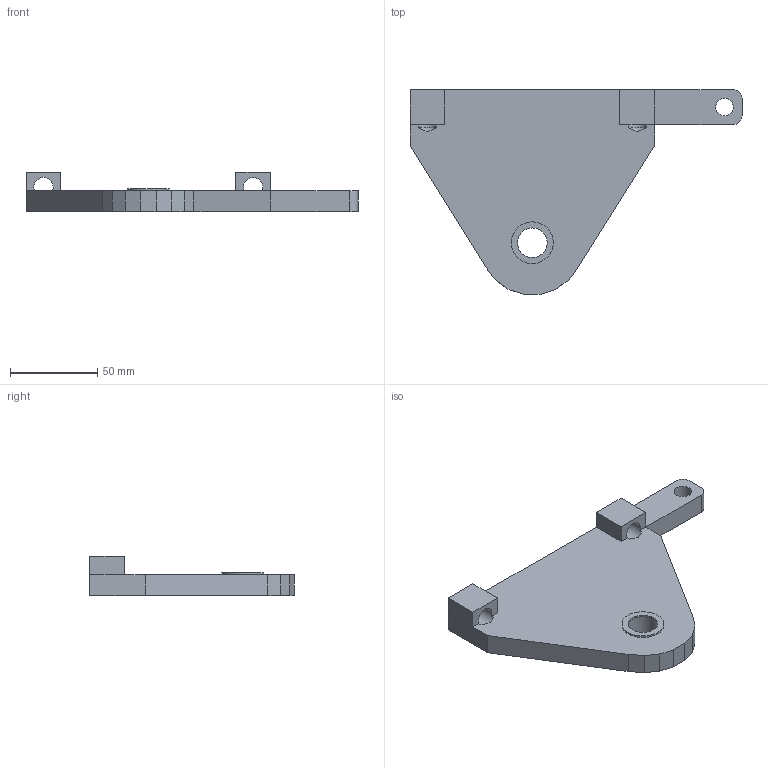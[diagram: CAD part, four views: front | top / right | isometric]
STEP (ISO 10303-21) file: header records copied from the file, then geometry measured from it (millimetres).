
FILE_DESCRIPTION(('FreeCAD Model'),'2;1');
FILE_NAME( 'SUPPORT ETRIER - Copie.step', '2020-04-25T13:29:24',('Author'),(''), 'Open CASCADE STEP processor 7.3','FreeCAD','Unknown');
FILE_SCHEMA(('AUTOMOTIVE_DESIGN { 1 0 10303 214 1 1 1 1 }'));
Length unit declared in the file: millimetre
Products named in the file (1): Pocket003
Bounding box: 190 x 117.21 x 22.33 mm (x, y, z)
Volume: 154175.2 mm3; surface area: 35177.7 mm2
Topology: 1 solids, 1 shells, 40 faces, 111 edges, 70 vertices
Faces by surface type: plane 30, cylinder 8, cone 2
Full cylindrical faces by diameter (mm): 10 x1, 11 x2, 17 x2, 24 x1
Entity records: 2768 total; most frequent: CARTESIAN_POINT 530, DIRECTION 412, LINE 264, VECTOR 264, ORIENTED_EDGE 222, PCURVE 222, DEFINITIONAL_REPRESENTATION 222, EDGE_CURVE 111
